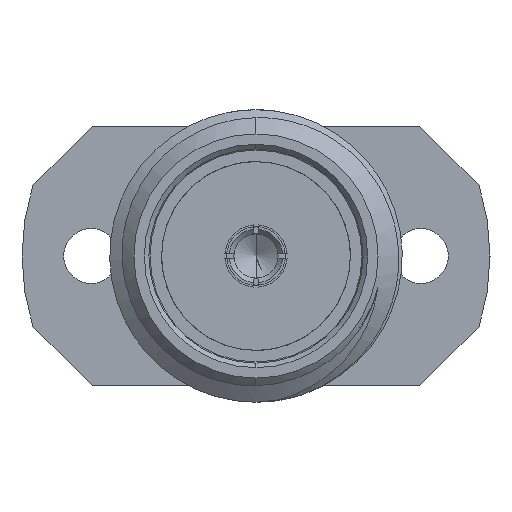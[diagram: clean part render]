
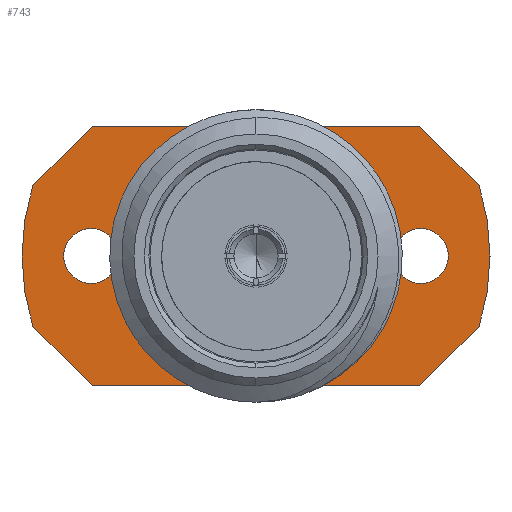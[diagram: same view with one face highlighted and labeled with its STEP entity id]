
A CAD part, left-side view. The second image highlights one B-rep face of the part: STEP entity #743.
In plain terms, the highlighted planar face has unit normal (-1, 0, 0).
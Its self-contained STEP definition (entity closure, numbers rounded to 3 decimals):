
#43 = CARTESIAN_POINT ( 'NONE',  ( 7.85, 0., -2.65 ) ) ;
#122 = DIRECTION ( 'NONE',  ( -1., 0., 0. ) ) ;
#131 = DIRECTION ( 'NONE',  ( -1., 0., 0. ) ) ;
#183 = CARTESIAN_POINT ( 'NONE',  ( 7.85, -3.58, 0. ) ) ;
#206 = VERTEX_POINT ( 'NONE', #4629 ) ;
#238 = VERTEX_POINT ( 'NONE', #3787 ) ;
#247 = DIRECTION ( 'NONE',  ( -1., 0., 0. ) ) ;
#311 = FACE_OUTER_BOUND ( 'NONE', #5592, .T. ) ;
#386 = VERTEX_POINT ( 'NONE', #797 ) ;
#494 = EDGE_LOOP ( 'NONE', ( #573, #4828 ) ) ;
#559 = EDGE_CURVE ( 'NONE', #3712, #782, #1247, .T. ) ;
#573 = ORIENTED_EDGE ( 'NONE', *, *, #4849, .F. ) ;
#578 = VERTEX_POINT ( 'NONE', #4539 ) ;
#580 = CARTESIAN_POINT ( 'NONE',  ( 7.85, -4.846, 1.524 ) ) ;
#651 = DIRECTION ( 'NONE',  ( 0., 0., -1. ) ) ;
#743 = ADVANCED_FACE ( 'NONE', ( #2050, #5616, #5180, #311 ), #4732, .F. ) ;
#778 = DIRECTION ( 'NONE',  ( 0., 0., -1. ) ) ;
#782 = VERTEX_POINT ( 'NONE', #43 ) ;
#788 = ORIENTED_EDGE ( 'NONE', *, *, #2242, .F. ) ;
#797 = CARTESIAN_POINT ( 'NONE',  ( 7.85, -4.846, -1.524 ) ) ;
#802 = CARTESIAN_POINT ( 'NONE',  ( 7.85, -3.55, 2.82 ) ) ;
#1008 = AXIS2_PLACEMENT_3D ( 'NONE', #3513, #1681, #1311 ) ;
#1025 = EDGE_CURVE ( 'NONE', #578, #238, #4773, .T. ) ;
#1076 = AXIS2_PLACEMENT_3D ( 'NONE', #5102, #3810, #4255 ) ;
#1144 = ORIENTED_EDGE ( 'NONE', *, *, #1174, .F. ) ;
#1173 = EDGE_CURVE ( 'NONE', #206, #4389, #2068, .T. ) ;
#1174 = EDGE_CURVE ( 'NONE', #3351, #4389, #3887, .T. ) ;
#1247 = CIRCLE ( 'NONE', #5709, 2.65 ) ;
#1255 = VERTEX_POINT ( 'NONE', #2950 ) ;
#1311 = DIRECTION ( 'NONE',  ( 0., 0., -1. ) ) ;
#1337 = CARTESIAN_POINT ( 'NONE',  ( 7.85, 5.08, 2.82 ) ) ;
#1417 = CARTESIAN_POINT ( 'NONE',  ( 7.85, 3.58, 0. ) ) ;
#1451 = AXIS2_PLACEMENT_3D ( 'NONE', #5488, #2771, #2302 ) ;
#1487 = EDGE_CURVE ( 'NONE', #2961, #4720, #2545, .T. ) ;
#1509 = CARTESIAN_POINT ( 'NONE',  ( 7.85, 0., 2.65 ) ) ;
#1562 = CARTESIAN_POINT ( 'NONE',  ( 7.85, 5.725, -0.645 ) ) ;
#1609 = DIRECTION ( 'NONE',  ( 0., 1., 0. ) ) ;
#1674 = ORIENTED_EDGE ( 'NONE', *, *, #1173, .T. ) ;
#1681 = DIRECTION ( 'NONE',  ( -1., 0., 0. ) ) ;
#1684 = EDGE_LOOP ( 'NONE', ( #2462, #1771 ) ) ;
#1698 = DIRECTION ( 'NONE',  ( 0., 0.707, -0.707 ) ) ;
#1756 = CARTESIAN_POINT ( 'NONE',  ( 7.85, 5.725, 0.645 ) ) ;
#1771 = ORIENTED_EDGE ( 'NONE', *, *, #3934, .F. ) ;
#1804 = DIRECTION ( 'NONE',  ( 0., 0., 1. ) ) ;
#1842 = DIRECTION ( 'NONE',  ( 0., 0., -1. ) ) ;
#1879 = CARTESIAN_POINT ( 'NONE',  ( 7.85, 0., 0. ) ) ;
#1952 = VERTEX_POINT ( 'NONE', #4480 ) ;
#2024 = DIRECTION ( 'NONE',  ( 0., 0., -1. ) ) ;
#2029 = VERTEX_POINT ( 'NONE', #580 ) ;
#2037 = CARTESIAN_POINT ( 'NONE',  ( 7.85, 5.08, -2.82 ) ) ;
#2050 = FACE_BOUND ( 'NONE', #494, .T. ) ;
#2068 = CIRCLE ( 'NONE', #5059, 5.08 ) ;
#2077 = CARTESIAN_POINT ( 'NONE',  ( 7.85, 5.08, 0. ) ) ;
#2107 = CIRCLE ( 'NONE', #1008, 0.596 ) ;
#2119 = EDGE_CURVE ( 'NONE', #782, #3712, #3109, .T. ) ;
#2131 = LINE ( 'NONE', #3909, #2440 ) ;
#2242 = EDGE_CURVE ( 'NONE', #1952, #5236, #5247, .T. ) ;
#2302 = DIRECTION ( 'NONE',  ( 0., 0., 1. ) ) ;
#2325 = ORIENTED_EDGE ( 'NONE', *, *, #4363, .F. ) ;
#2440 = VECTOR ( 'NONE', #1698, 1000. ) ;
#2444 = AXIS2_PLACEMENT_3D ( 'NONE', #1417, #131, #651 ) ;
#2460 = DIRECTION ( 'NONE',  ( -1., 0., 0. ) ) ;
#2462 = ORIENTED_EDGE ( 'NONE', *, *, #1487, .F. ) ;
#2479 = CARTESIAN_POINT ( 'NONE',  ( 7.85, -3.58, -0.596 ) ) ;
#2545 = CIRCLE ( 'NONE', #4777, 0.596 ) ;
#2595 = LINE ( 'NONE', #2037, #4443 ) ;
#2654 = LINE ( 'NONE', #1756, #4025 ) ;
#2771 = DIRECTION ( 'NONE',  ( -1., 0., 0. ) ) ;
#2789 = EDGE_CURVE ( 'NONE', #386, #2029, #3485, .T. ) ;
#2810 = ORIENTED_EDGE ( 'NONE', *, *, #5401, .F. ) ;
#2904 = ORIENTED_EDGE ( 'NONE', *, *, #2789, .T. ) ;
#2926 = CARTESIAN_POINT ( 'NONE',  ( 7.85, -3.58, 0.596 ) ) ;
#2950 = CARTESIAN_POINT ( 'NONE',  ( 7.85, -3.55, -2.82 ) ) ;
#2961 = VERTEX_POINT ( 'NONE', #2479 ) ;
#3081 = DIRECTION ( 'NONE',  ( 0., -0.707, -0.707 ) ) ;
#3089 = EDGE_LOOP ( 'NONE', ( #5356, #4853 ) ) ;
#3109 = CIRCLE ( 'NONE', #1076, 2.65 ) ;
#3167 = DIRECTION ( 'NONE',  ( 0., -0.707, 0.707 ) ) ;
#3216 = CIRCLE ( 'NONE', #5281, 0.596 ) ;
#3238 = ORIENTED_EDGE ( 'NONE', *, *, #5327, .F. ) ;
#3351 = VERTEX_POINT ( 'NONE', #3370 ) ;
#3370 = CARTESIAN_POINT ( 'NONE',  ( 7.85, 3.55, -2.82 ) ) ;
#3419 = DIRECTION ( 'NONE',  ( 1., 0., 0. ) ) ;
#3485 = CIRCLE ( 'NONE', #1451, 5.08 ) ;
#3513 = CARTESIAN_POINT ( 'NONE',  ( 7.85, 3.58, 0. ) ) ;
#3624 = DIRECTION ( 'NONE',  ( -1., 0., 0. ) ) ;
#3712 = VERTEX_POINT ( 'NONE', #1509 ) ;
#3787 = CARTESIAN_POINT ( 'NONE',  ( 7.85, 3.58, -0.596 ) ) ;
#3794 = DIRECTION ( 'NONE',  ( 0., 0.707, 0.707 ) ) ;
#3796 = LINE ( 'NONE', #4833, #4617 ) ;
#3810 = DIRECTION ( 'NONE',  ( -1., 0., 0. ) ) ;
#3887 = LINE ( 'NONE', #1562, #5433 ) ;
#3909 = CARTESIAN_POINT ( 'NONE',  ( 7.85, -0.645, -5.725 ) ) ;
#3934 = EDGE_CURVE ( 'NONE', #4720, #2961, #3216, .T. ) ;
#4025 = VECTOR ( 'NONE', #3167, 1000. ) ;
#4238 = DIRECTION ( 'NONE',  ( 0., 0., 1. ) ) ;
#4255 = DIRECTION ( 'NONE',  ( 0., 0., 1. ) ) ;
#4363 = EDGE_CURVE ( 'NONE', #5236, #2029, #3796, .T. ) ;
#4389 = VERTEX_POINT ( 'NONE', #4392 ) ;
#4390 = DIRECTION ( 'NONE',  ( 0., -1., 0. ) ) ;
#4392 = CARTESIAN_POINT ( 'NONE',  ( 7.85, 4.846, -1.524 ) ) ;
#4402 = AXIS2_PLACEMENT_3D ( 'NONE', #2077, #3419, #778 ) ;
#4443 = VECTOR ( 'NONE', #1609, 1000. ) ;
#4480 = CARTESIAN_POINT ( 'NONE',  ( 7.85, 3.55, 2.82 ) ) ;
#4539 = CARTESIAN_POINT ( 'NONE',  ( 7.85, 3.58, 0.596 ) ) ;
#4617 = VECTOR ( 'NONE', #3081, 1000. ) ;
#4629 = CARTESIAN_POINT ( 'NONE',  ( 7.85, 4.846, 1.524 ) ) ;
#4658 = CARTESIAN_POINT ( 'NONE',  ( 7.85, 0., 0. ) ) ;
#4720 = VERTEX_POINT ( 'NONE', #2926 ) ;
#4732 = PLANE ( 'NONE',  #4402 ) ;
#4773 = CIRCLE ( 'NONE', #2444, 0.596 ) ;
#4777 = AXIS2_PLACEMENT_3D ( 'NONE', #183, #122, #1842 ) ;
#4784 = VECTOR ( 'NONE', #4390, 1000. ) ;
#4828 = ORIENTED_EDGE ( 'NONE', *, *, #1025, .F. ) ;
#4833 = CARTESIAN_POINT ( 'NONE',  ( 7.85, -0.645, 5.725 ) ) ;
#4849 = EDGE_CURVE ( 'NONE', #238, #578, #2107, .T. ) ;
#4853 = ORIENTED_EDGE ( 'NONE', *, *, #2119, .F. ) ;
#4924 = ORIENTED_EDGE ( 'NONE', *, *, #5503, .F. ) ;
#5059 = AXIS2_PLACEMENT_3D ( 'NONE', #4658, #247, #4238 ) ;
#5102 = CARTESIAN_POINT ( 'NONE',  ( 7.85, 0., 0. ) ) ;
#5180 = FACE_BOUND ( 'NONE', #3089, .T. ) ;
#5236 = VERTEX_POINT ( 'NONE', #802 ) ;
#5247 = LINE ( 'NONE', #1337, #4784 ) ;
#5281 = AXIS2_PLACEMENT_3D ( 'NONE', #5648, #2460, #2024 ) ;
#5327 = EDGE_CURVE ( 'NONE', #1255, #3351, #2595, .T. ) ;
#5356 = ORIENTED_EDGE ( 'NONE', *, *, #559, .F. ) ;
#5401 = EDGE_CURVE ( 'NONE', #386, #1255, #2131, .T. ) ;
#5433 = VECTOR ( 'NONE', #3794, 1000. ) ;
#5488 = CARTESIAN_POINT ( 'NONE',  ( 7.85, 0., 0. ) ) ;
#5503 = EDGE_CURVE ( 'NONE', #206, #1952, #2654, .T. ) ;
#5592 = EDGE_LOOP ( 'NONE', ( #1144, #3238, #2810, #2904, #2325, #788, #4924, #1674 ) ) ;
#5616 = FACE_BOUND ( 'NONE', #1684, .T. ) ;
#5648 = CARTESIAN_POINT ( 'NONE',  ( 7.85, -3.58, 0. ) ) ;
#5709 = AXIS2_PLACEMENT_3D ( 'NONE', #1879, #3624, #1804 ) ;
